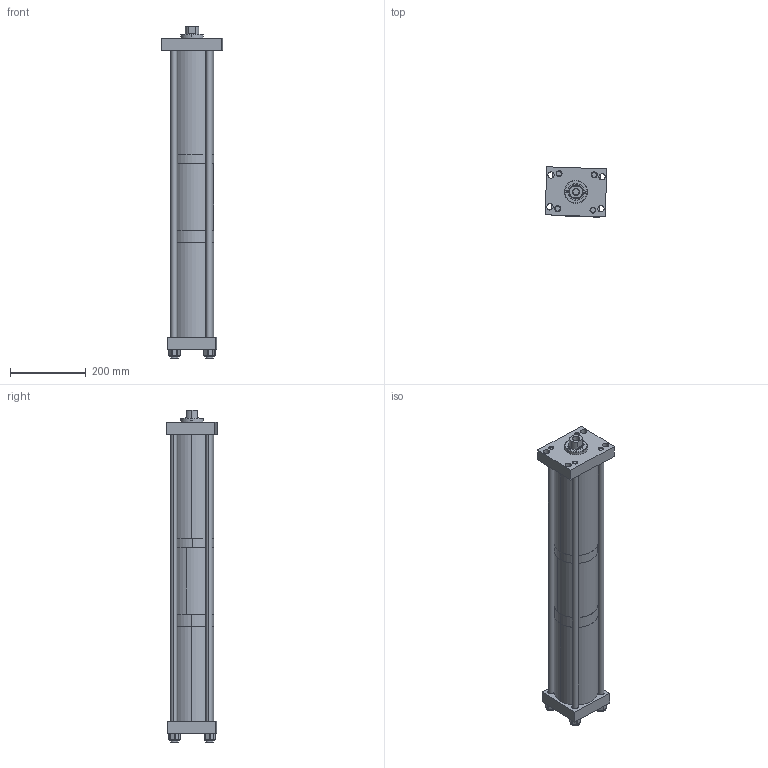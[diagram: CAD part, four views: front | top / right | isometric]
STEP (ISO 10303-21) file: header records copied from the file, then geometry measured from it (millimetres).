
FILE_DESCRIPTION (( 'STEP AP203' ), '1' );
FILE_NAME ('HPI-8-2.00-.50-FH-2020.STEP', '2020-04-20T12:15:48', ( '' ), ( '' ), 'SwSTEP 2.0', 'SolidWorks 2018', '' );
FILE_SCHEMA (( 'CONFIG_CONTROL_DESIGN' ));
Length unit declared in the file: inch
Products named in the file (13): G0810.STEP; HPI-8-2.00-.50-FH-2020; E0818_2.00-.50.STEP; EI0814_.50.STEP; E0401_Work Rod.STEP; EI0805_2.0-.50.STEP; E0811_2.0.STEP; F0403.STEP; HPI-8-2.00-.50-FH.STEP; NLN .625.STEP; E0804.STEP; E0864.STEP; E0813.STEP
Assembly tree (18 placements, depth 3):
  HPI-8-2.00-.50-FH-2020
    HPI-8-2.00-.50-FH.STEP
      E0804.STEP
      NLN .625.STEP  x4
      F0403.STEP
      G0810.STEP
      E0813.STEP
      E0401_Work Rod.STEP
      EI0814_.50.STEP
      EI0805_2.0-.50.STEP
      E0811_2.0.STEP
      E0818_2.00-.50.STEP  x4
      E0864.STEP
Bounding box: 163.21 x 132.62 x 877.7 mm (x, y, z)
Volume: 4144192.7 mm3; surface area: 946884 mm2
Topology: 18 solids, 18 shells, 335 faces, 774 edges, 497 vertices
Faces by surface type: cylinder 172, plane 138, cone 21, bspline 4
Entity records: 9754 total; most frequent: CARTESIAN_POINT 2153, DIRECTION 1370, ORIENTED_EDGE 1164, EDGE_CURVE 582, AXIS2_PLACEMENT_3D 557, VERTEX_POINT 377, EDGE_LOOP 327, CIRCLE 288
